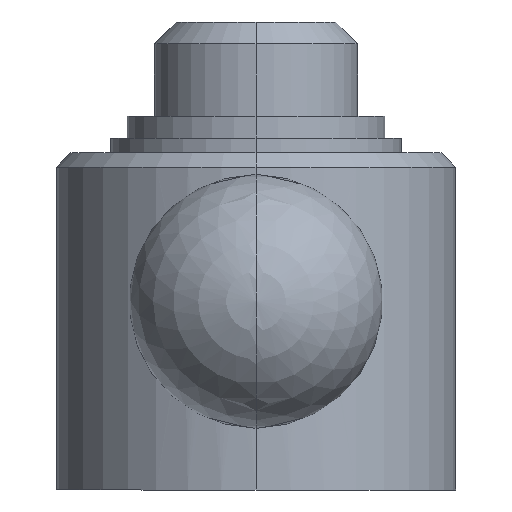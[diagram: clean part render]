
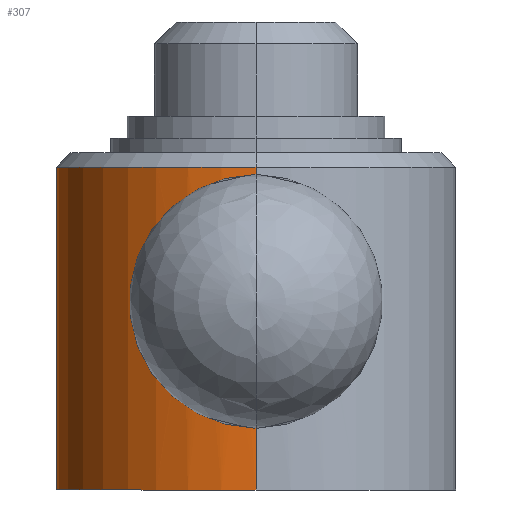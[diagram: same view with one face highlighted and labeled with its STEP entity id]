
A CAD part, left-side view. The second image highlights one B-rep face of the part: STEP entity #307.
In plain terms, the highlighted cylindrical face has radius 27.5 mm (diameter 55 mm), a partial arc.
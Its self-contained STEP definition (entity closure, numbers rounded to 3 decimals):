
#307=ADVANCED_FACE('',(#866),#867,.T.);
#495=VERTEX_POINT('',#1121);
#501=VERTEX_POINT('',#1127);
#503=EDGE_CURVE('',#495,#501,#1129,.T.);
#511=VERTEX_POINT('',#1137);
#513=EDGE_CURVE('',#511,#495,#1139,.T.);
#515=VERTEX_POINT('',#1141);
#517=EDGE_CURVE('',#511,#515,#1143,.T.);
#519=VERTEX_POINT('',#1145);
#521=EDGE_CURVE('',#519,#515,#1147,.T.);
#523=VERTEX_POINT('',#1149);
#525=EDGE_CURVE('',#519,#523,#1151,.T.);
#527=EDGE_CURVE('',#501,#523,#1153,.T.);
#866=FACE_OUTER_BOUND('',#1482,.T.);
#867=CYLINDRICAL_SURFACE('',#1483,27.5);
#1121=CARTESIAN_POINT('',(27.5,0.,44.5));
#1127=CARTESIAN_POINT('',(-27.5,0.,44.5));
#1129=CIRCLE('',#1777,27.5);
#1137=CARTESIAN_POINT('',(27.5,0.,0.));
#1139=LINE('',#1791,#1792);
#1141=CARTESIAN_POINT('',(-27.5,0.,0.));
#1143=CIRCLE('',#1797,27.5);
#1145=CARTESIAN_POINT('',(-27.5,0.,16.093));
#1147=LINE('',#1802,#1803);
#1149=CARTESIAN_POINT('',(-27.5,0.,35.907));
#1151=B_SPLINE_CURVE_WITH_KNOTS('',3,(#1808,#1809,#1810,#1811,#1812,#1813,#1814,#1815,#1816,#1817,#1818,#1819,#1820,#1821,#1822,#1823,#1824,#1825,#1826,#1827,#1828,#1829,#1830,#1831,#1832,#1833,#1834,#1835,#1836,#1837,#1838,#1839,#1840,#1841),.UNSPECIFIED.,.F.,.F.,(4,2,2,2,2,2,2,2,2,2,2,2,2,2,2,2,4),(15.183,17.077,18.971,20.865,22.759,24.661,26.563,28.465,30.366,32.268,34.17,36.072,37.974,39.868,41.762,43.656,45.55),.UNSPECIFIED.);
#1153=LINE('',#1844,#1845);
#1482=EDGE_LOOP('',(#2369,#2370,#2371,#2372,#2373,#2374));
#1483=AXIS2_PLACEMENT_3D('',#2375,#2376,#2377);
#1777=AXIS2_PLACEMENT_3D('',#2854,#2855,#2856);
#1791=CARTESIAN_POINT('',(27.5,0.,22.25));
#1792=VECTOR('',#2861,1.0);
#1797=AXIS2_PLACEMENT_3D('',#2862,#2863,#2864);
#1802=CARTESIAN_POINT('',(-27.5,0.,22.25));
#1803=VECTOR('',#2865,1.0);
#1808=CARTESIAN_POINT('',(-27.5,0.,16.093));
#1809=CARTESIAN_POINT('',(-27.5,0.631,16.093));
#1810=CARTESIAN_POINT('',(-27.478,1.283,16.153));
#1811=CARTESIAN_POINT('',(-27.387,2.577,16.403));
#1812=CARTESIAN_POINT('',(-27.318,3.219,16.594));
#1813=CARTESIAN_POINT('',(-27.145,4.449,17.095));
#1814=CARTESIAN_POINT('',(-27.04,5.038,17.407));
#1815=CARTESIAN_POINT('',(-26.815,6.127,18.126));
#1816=CARTESIAN_POINT('',(-26.694,6.627,18.533));
#1817=CARTESIAN_POINT('',(-26.457,7.515,19.403));
#1818=CARTESIAN_POINT('',(-26.333,7.935,19.896));
#1819=CARTESIAN_POINT('',(-26.098,8.676,20.973));
#1820=CARTESIAN_POINT('',(-25.987,8.999,21.557));
#1821=CARTESIAN_POINT('',(-25.801,9.519,22.78));
#1822=CARTESIAN_POINT('',(-25.726,9.718,23.42));
#1823=CARTESIAN_POINT('',(-25.626,9.979,24.713));
#1824=CARTESIAN_POINT('',(-25.601,10.042,25.366));
#1825=CARTESIAN_POINT('',(-25.601,10.042,26.634));
#1826=CARTESIAN_POINT('',(-25.626,9.979,27.287));
#1827=CARTESIAN_POINT('',(-25.726,9.718,28.58));
#1828=CARTESIAN_POINT('',(-25.801,9.519,29.22));
#1829=CARTESIAN_POINT('',(-25.987,8.999,30.443));
#1830=CARTESIAN_POINT('',(-26.098,8.676,31.027));
#1831=CARTESIAN_POINT('',(-26.333,7.935,32.104));
#1832=CARTESIAN_POINT('',(-26.457,7.515,32.597));
#1833=CARTESIAN_POINT('',(-26.694,6.627,33.467));
#1834=CARTESIAN_POINT('',(-26.815,6.127,33.874));
#1835=CARTESIAN_POINT('',(-27.04,5.038,34.593));
#1836=CARTESIAN_POINT('',(-27.145,4.449,34.905));
#1837=CARTESIAN_POINT('',(-27.318,3.219,35.406));
#1838=CARTESIAN_POINT('',(-27.387,2.577,35.597));
#1839=CARTESIAN_POINT('',(-27.478,1.283,35.847));
#1840=CARTESIAN_POINT('',(-27.5,0.631,35.907));
#1841=CARTESIAN_POINT('',(-27.5,0.,35.907));
#1844=CARTESIAN_POINT('',(-27.5,0.,22.25));
#1845=VECTOR('',#2866,1.0);
#2369=ORIENTED_EDGE('',*,*,#513,.F.);
#2370=ORIENTED_EDGE('',*,*,#517,.T.);
#2371=ORIENTED_EDGE('',*,*,#521,.F.);
#2372=ORIENTED_EDGE('',*,*,#525,.T.);
#2373=ORIENTED_EDGE('',*,*,#527,.F.);
#2374=ORIENTED_EDGE('',*,*,#503,.F.);
#2375=CARTESIAN_POINT('',(0.,0.,22.25));
#2376=DIRECTION('',(0.,0.,1.0));
#2377=DIRECTION('',(1.0,0.,0.));
#2854=CARTESIAN_POINT('',(0.,0.,44.5));
#2855=DIRECTION('',(0.,0.,1.0));
#2856=DIRECTION('',(1.0,0.,0.));
#2861=DIRECTION('',(0.,0.,1.0));
#2862=CARTESIAN_POINT('',(0.,0.,0.));
#2863=DIRECTION('',(0.,0.,1.0));
#2864=DIRECTION('',(1.0,0.,0.));
#2865=DIRECTION('',(0.,0.,-1.0));
#2866=DIRECTION('',(0.,0.,-1.0));
